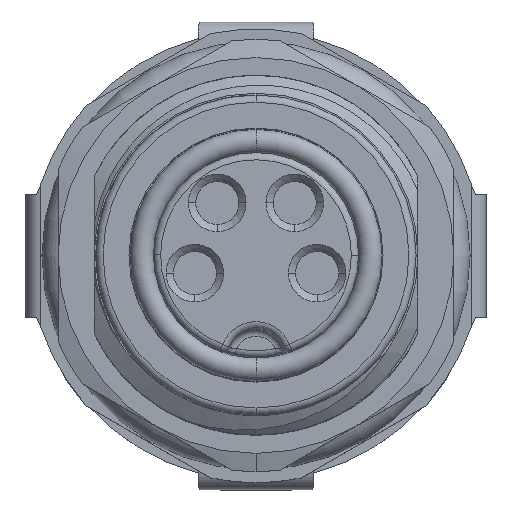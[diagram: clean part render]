
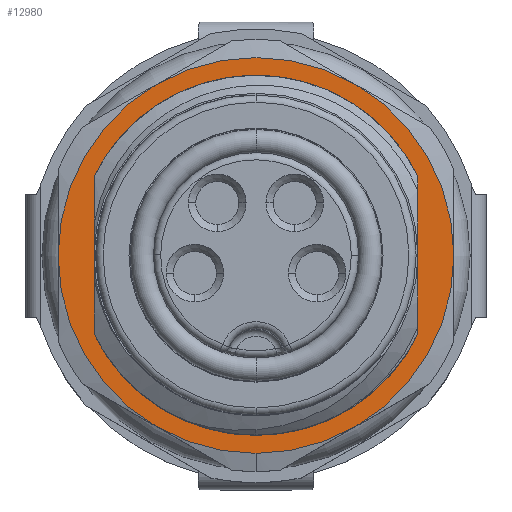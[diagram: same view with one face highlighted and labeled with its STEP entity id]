
A CAD part, top view. The second image highlights one B-rep face of the part: STEP entity #12980.
In plain terms, the highlighted planar face has unit normal (0, 0, 1).
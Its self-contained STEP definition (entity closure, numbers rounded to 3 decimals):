
#148 = CIRCLE ( 'NONE', #7660, 5.5 ) ;
#227 = CARTESIAN_POINT ( 'NONE',  ( 0., 0., -6. ) ) ;
#424 = DIRECTION ( 'NONE',  ( 0.5, 0.866, 0. ) ) ;
#1016 = CARTESIAN_POINT ( 'NONE',  ( 2.75, -4.763, -6. ) ) ;
#1109 = DIRECTION ( 'NONE',  ( 0.5, 0.866, 0. ) ) ;
#1350 = CIRCLE ( 'NONE', #9578, 5.5 ) ;
#1587 = CARTESIAN_POINT ( 'NONE',  ( 0., 0., -6. ) ) ;
#1645 = CARTESIAN_POINT ( 'NONE',  ( -5.5, 0., -6. ) ) ;
#1930 = CIRCLE ( 'NONE', #2402, 5.5 ) ;
#1967 = DIRECTION ( 'NONE',  ( -0.5, -0.866, 0. ) ) ;
#2402 = AXIS2_PLACEMENT_3D ( 'NONE', #9834, #14351, #14421 ) ;
#2440 = EDGE_CURVE ( 'NONE', #13286, #11552, #1930, .T. ) ;
#2533 = VERTEX_POINT ( 'NONE', #4736 ) ;
#3022 = DIRECTION ( 'NONE',  ( 0., 0., 1. ) ) ;
#3034 = DIRECTION ( 'NONE',  ( -0.5, -0.866, 0. ) ) ;
#3137 = CARTESIAN_POINT ( 'NONE',  ( 0., 0., -6. ) ) ;
#4706 = ORIENTED_EDGE ( 'NONE', *, *, #13016, .F. ) ;
#4736 = CARTESIAN_POINT ( 'NONE',  ( -2.75, -4.763, -6. ) ) ;
#5081 = DIRECTION ( 'NONE',  ( 1., 0., 0. ) ) ;
#5148 = PLANE ( 'NONE',  #13119 ) ;
#5218 = DIRECTION ( 'NONE',  ( 0., 0., -1. ) ) ;
#5549 = EDGE_CURVE ( 'NONE', #7367, #5663, #8372, .T. ) ;
#5663 = VERTEX_POINT ( 'NONE', #9897 ) ;
#6722 = CIRCLE ( 'NONE', #8591, 5.5 ) ;
#7108 = CARTESIAN_POINT ( 'NONE',  ( 5.5, 0., -6. ) ) ;
#7367 = VERTEX_POINT ( 'NONE', #1645 ) ;
#7642 = DIRECTION ( 'NONE',  ( 0., 0., 1. ) ) ;
#7660 = AXIS2_PLACEMENT_3D ( 'NONE', #3137, #7642, #1967 ) ;
#7671 = CARTESIAN_POINT ( 'NONE',  ( -6.41, 5.5, -6. ) ) ;
#7939 = AXIS2_PLACEMENT_3D ( 'NONE', #9870, #5218, #13203 ) ;
#8372 = CIRCLE ( 'NONE', #9780, 5.5 ) ;
#8591 = AXIS2_PLACEMENT_3D ( 'NONE', #1587, #13837, #424 ) ;
#9578 = AXIS2_PLACEMENT_3D ( 'NONE', #13073, #11741, #3034 ) ;
#9780 = AXIS2_PLACEMENT_3D ( 'NONE', #9828, #12041, #11968 ) ;
#9828 = CARTESIAN_POINT ( 'NONE',  ( 0., 0., -6. ) ) ;
#9834 = CARTESIAN_POINT ( 'NONE',  ( 0., 0., -6. ) ) ;
#9870 = CARTESIAN_POINT ( 'NONE',  ( 0., 0., -6. ) ) ;
#9897 = CARTESIAN_POINT ( 'NONE',  ( -2.75, 4.763, -6. ) ) ;
#10253 = CIRCLE ( 'NONE', #11690, 5.5 ) ;
#10287 = EDGE_LOOP ( 'NONE', ( #13556, #10384, #12170, #13049, #4706, #11800, #13987 ) ) ;
#10384 = ORIENTED_EDGE ( 'NONE', *, *, #13804, .F. ) ;
#10443 = VERTEX_POINT ( 'NONE', #7108 ) ;
#11438 = EDGE_CURVE ( 'NONE', #2533, #13286, #148, .T. ) ;
#11552 = VERTEX_POINT ( 'NONE', #1016 ) ;
#11690 = AXIS2_PLACEMENT_3D ( 'NONE', #227, #12601, #1109 ) ;
#11725 = EDGE_CURVE ( 'NONE', #14021, #10443, #6722, .T. ) ;
#11741 = DIRECTION ( 'NONE',  ( 0., 0., -1. ) ) ;
#11800 = ORIENTED_EDGE ( 'NONE', *, *, #11725, .F. ) ;
#11968 = DIRECTION ( 'NONE',  ( -1., 0., 0. ) ) ;
#12041 = DIRECTION ( 'NONE',  ( 0., 0., -1. ) ) ;
#12170 = ORIENTED_EDGE ( 'NONE', *, *, #11438, .T. ) ;
#12348 = EDGE_CURVE ( 'NONE', #14021, #5663, #10253, .T. ) ;
#12601 = DIRECTION ( 'NONE',  ( 0., 0., 1. ) ) ;
#12980 = ADVANCED_FACE ( 'NONE', ( #12990 ), #5148, .T. ) ;
#12990 = FACE_OUTER_BOUND ( 'NONE', #10287, .T. ) ;
#13016 = EDGE_CURVE ( 'NONE', #10443, #11552, #13833, .T. ) ;
#13049 = ORIENTED_EDGE ( 'NONE', *, *, #2440, .T. ) ;
#13073 = CARTESIAN_POINT ( 'NONE',  ( 0., 0., -6. ) ) ;
#13119 = AXIS2_PLACEMENT_3D ( 'NONE', #7671, #3022, #5081 ) ;
#13203 = DIRECTION ( 'NONE',  ( 1., 0., 0. ) ) ;
#13286 = VERTEX_POINT ( 'NONE', #14460 ) ;
#13556 = ORIENTED_EDGE ( 'NONE', *, *, #5549, .F. ) ;
#13804 = EDGE_CURVE ( 'NONE', #2533, #7367, #1350, .T. ) ;
#13833 = CIRCLE ( 'NONE', #7939, 5.5 ) ;
#13837 = DIRECTION ( 'NONE',  ( 0., 0., -1. ) ) ;
#13987 = ORIENTED_EDGE ( 'NONE', *, *, #12348, .T. ) ;
#14021 = VERTEX_POINT ( 'NONE', #14332 ) ;
#14332 = CARTESIAN_POINT ( 'NONE',  ( 2.75, 4.763, -6. ) ) ;
#14351 = DIRECTION ( 'NONE',  ( 0., 0., 1. ) ) ;
#14421 = DIRECTION ( 'NONE',  ( -0.5, -0.866, 0. ) ) ;
#14460 = CARTESIAN_POINT ( 'NONE',  ( 0., -5.5, -6. ) ) ;
